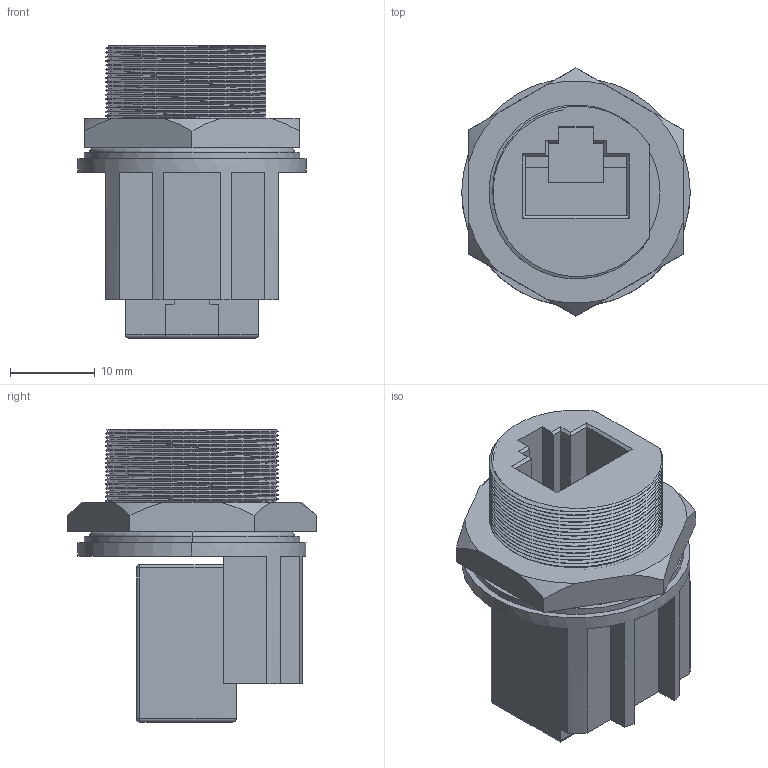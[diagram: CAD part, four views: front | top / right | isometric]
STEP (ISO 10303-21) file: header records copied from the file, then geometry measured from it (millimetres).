
FILE_DESCRIPTION (( 'STEP AP214' ), '1' );
FILE_NAME ('GM67X-S-88_rA3.STEP', '2013-09-11T18:33:55', ( '' ), ( '' ), 'SwSTEP 2.0', 'SolidWorks 2012', '' );
FILE_SCHEMA (( 'AUTOMOTIVE_DESIGN' ));
Length unit declared in the file: millimetre
Products named in the file (4): GM67X Nut; GM67X Gasket; GM67X Enclosure Side; GM67X-S-88_rA3
Assembly tree (3 placements, depth 2):
  GM67X-S-88_rA3
    GM67X Enclosure Side
    GM67X Gasket
    GM67X Nut
Bounding box: 27 x 29.3 x 34.5 mm (x, y, z)
Volume: 7599 mm3; surface area: 8190.1 mm2
Topology: 3 solids, 3 shells, 241 faces, 663 edges, 426 vertices
Faces by surface type: plane 129, cylinder 52, bspline 48, cone 6, sphere 4, torus 2
Entity records: 40077 total; most frequent: CARTESIAN_POINT 32053, ORIENTED_EDGE 1318, DIRECTION 936, EDGE_CURVE 659, VERTEX_POINT 426, LINE 406, VECTOR 406, AXIS2_PLACEMENT_3D 265
